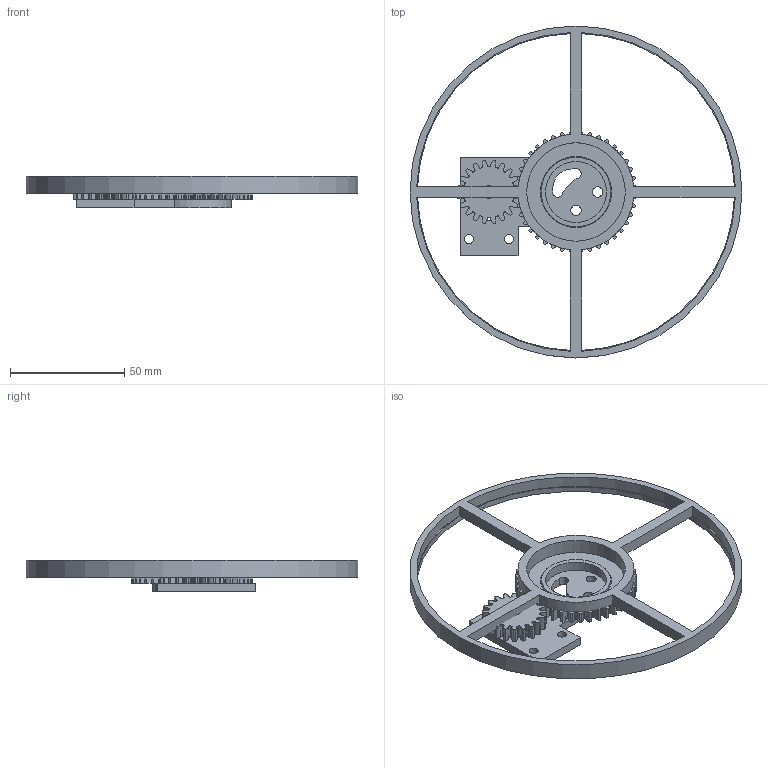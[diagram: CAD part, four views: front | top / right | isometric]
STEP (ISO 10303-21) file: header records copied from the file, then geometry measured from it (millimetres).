
FILE_DESCRIPTION(/* description */ ('STEP AP242','CAx-IF Rec.Pracs.---Representation and Presentation of Product Manufacturing Information (PMI)---4.0---2014-10-13','CAx-IF Rec.Pracs.---3D Tessellated Geometry---0.4---2014-09-14','2;1'),/* implementation_level */ '2;1');
FILE_NAME(/* name */ '67657ce667f02c7fbb44ff55',/* time_stamp */ '2024-12-20T14:19:18Z',/* author */ (''),/* organization */ (''),/* preprocessor_version */ 'ST-DEVELOPER v20',/* originating_system */ 'ONSHAPE BY PTC INC, 1.191',/* authorisation */ ' ');
FILE_SCHEMA (('AP242_MANAGED_MODEL_BASED_3D_ENGINEERING_MIM_LF { 1 0 10303 442 1 1 4 }'));
Length unit declared in the file: metre
Products named in the file (4): Assembly 3; Spur gear (20 teeth); Spur gear (40 teeth); Part 1
Assembly tree (3 placements, depth 2):
  Assembly 3
    Spur gear (20 teeth)
    Spur gear (40 teeth)
    Part 1
Bounding box: 145.41 x 145.41 x 13.97 mm (x, y, z)
Volume: 34999.1 mm3; surface area: 27829.9 mm2
Topology: 3 solids, 3 shells, 497 faces, 1389 edges, 898 vertices
Faces by surface type: cylinder 265, bspline 121, plane 111
Full cylindrical faces by diameter (mm): 4 x2, 4.5 x2, 5 x1, 7 x1, 26.67 x1, 30.48 x1, 31.115 x1, 43.18 x1, 139.065 x1, 145.415 x1
Entity records: 25734 total; most frequent: CARTESIAN_POINT 13321, ORIENTED_EDGE 2744, DIRECTION 2437, EDGE_CURVE 1372, AXIS2_PLACEMENT_3D 999, VERTEX_POINT 893, CIRCLE 619, EDGE_LOOP 535
